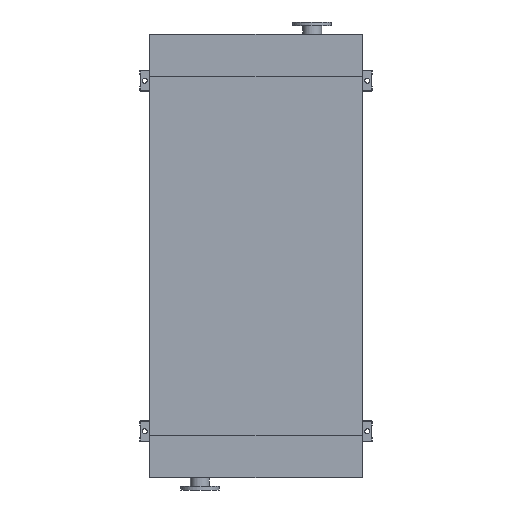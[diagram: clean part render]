
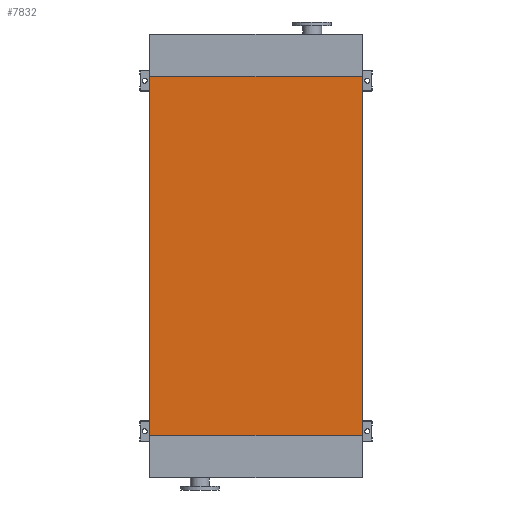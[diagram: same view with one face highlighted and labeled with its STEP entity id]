
A CAD part, front view. The second image highlights one B-rep face of the part: STEP entity #7832.
In plain terms, the highlighted planar face has unit normal (0, -1, 0).
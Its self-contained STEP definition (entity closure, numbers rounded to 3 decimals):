
#1930 = LINE ( 'NONE', #15579, #12235 ) ;
#2425 = EDGE_CURVE ( 'NONE', #8679, #14067, #4030, .T. ) ;
#2456 = EDGE_CURVE ( 'NONE', #17703, #17092, #6823, .T. ) ;
#3230 = ORIENTED_EDGE ( 'NONE', *, *, #2425, .T. ) ;
#4030 = LINE ( 'NONE', #13319, #11047 ) ;
#4766 = ORIENTED_EDGE ( 'NONE', *, *, #12453, .F. ) ;
#4813 = EDGE_LOOP ( 'NONE', ( #17462, #4766, #3230, #7522 ) ) ;
#5040 = CARTESIAN_POINT ( 'NONE',  ( 605., 0., -2050. ) ) ;
#6529 = AXIS2_PLACEMENT_3D ( 'NONE', #12079, #12039, #12033 ) ;
#6823 = LINE ( 'NONE', #11887, #13658 ) ;
#7480 = FACE_OUTER_BOUND ( 'NONE', #4813, .T. ) ;
#7522 = ORIENTED_EDGE ( 'NONE', *, *, #13137, .T. ) ;
#7832 = ADVANCED_FACE ( 'NONE', ( #7480 ), #12097, .T. ) ;
#8679 = VERTEX_POINT ( 'NONE', #17123 ) ;
#10885 = DIRECTION ( 'NONE',  ( 0., 0., 1. ) ) ;
#10908 = CARTESIAN_POINT ( 'NONE',  ( -605., 0., -2050. ) ) ;
#11047 = VECTOR ( 'NONE', #13336, 1000. ) ;
#11858 = DIRECTION ( 'NONE',  ( 1., 0., 0. ) ) ;
#11887 = CARTESIAN_POINT ( 'NONE',  ( -605., 0., 0. ) ) ;
#12033 = DIRECTION ( 'NONE',  ( 0., 0., -1. ) ) ;
#12039 = DIRECTION ( 'NONE',  ( 0., -1., 0. ) ) ;
#12079 = CARTESIAN_POINT ( 'NONE',  ( -605., 0., -2050. ) ) ;
#12097 = PLANE ( 'NONE',  #6529 ) ;
#12235 = VECTOR ( 'NONE', #13936, 1000. ) ;
#12453 = EDGE_CURVE ( 'NONE', #8679, #17703, #13948, .T. ) ;
#12877 = CARTESIAN_POINT ( 'NONE',  ( -605., 0., 0. ) ) ;
#12895 = CARTESIAN_POINT ( 'NONE',  ( 605., 0., 0. ) ) ;
#13130 = VECTOR ( 'NONE', #10885, 1000. ) ;
#13137 = EDGE_CURVE ( 'NONE', #14067, #17092, #1930, .T. ) ;
#13319 = CARTESIAN_POINT ( 'NONE',  ( -605., 0., -2050. ) ) ;
#13336 = DIRECTION ( 'NONE',  ( 1., 0., 0. ) ) ;
#13658 = VECTOR ( 'NONE', #11858, 1000. ) ;
#13936 = DIRECTION ( 'NONE',  ( 0., 0., 1. ) ) ;
#13948 = LINE ( 'NONE', #10908, #13130 ) ;
#14067 = VERTEX_POINT ( 'NONE', #5040 ) ;
#15579 = CARTESIAN_POINT ( 'NONE',  ( 605., 0., -2050. ) ) ;
#17092 = VERTEX_POINT ( 'NONE', #12895 ) ;
#17123 = CARTESIAN_POINT ( 'NONE',  ( -605., 0., -2050. ) ) ;
#17462 = ORIENTED_EDGE ( 'NONE', *, *, #2456, .F. ) ;
#17703 = VERTEX_POINT ( 'NONE', #12877 ) ;
